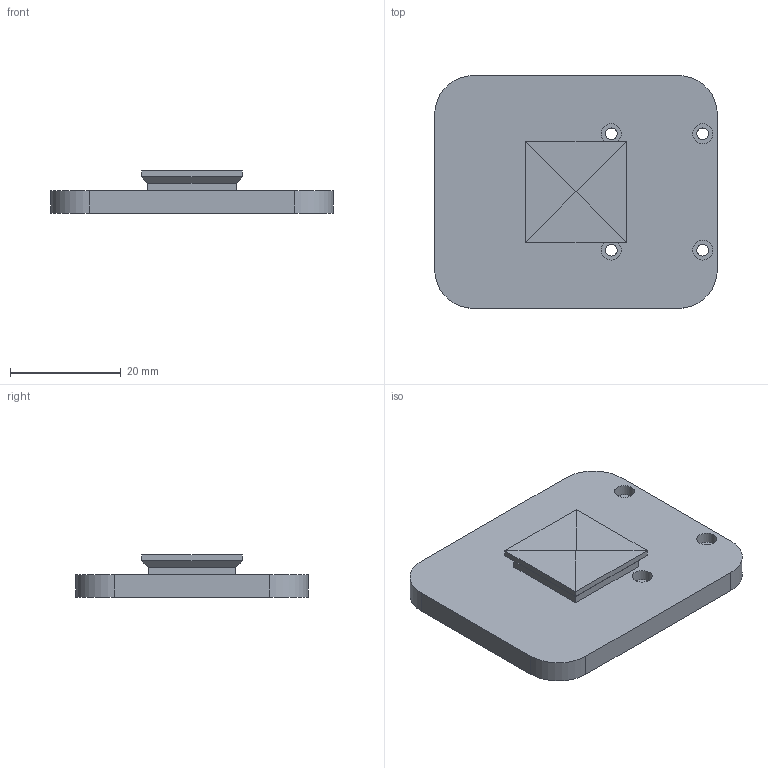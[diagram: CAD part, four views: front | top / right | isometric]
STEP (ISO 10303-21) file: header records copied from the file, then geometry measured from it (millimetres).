
FILE_DESCRIPTION(/* description */ (''),/* implementation_level */ '2;1');
FILE_NAME(/* name */ 'Seeedstudio_Mounting_Plate_SO101 v3.step',/* time_stamp */ '2025-08-26T11:44:11+09:00',/* author */ (''),/* organization */ (''),/* preprocessor_version */ 'ST-DEVELOPER v20.1',/* originating_system */ 'Autodesk Translation Framework v14.10.0.0',/* authorisation */ '');
FILE_SCHEMA (('AUTOMOTIVE_DESIGN { 1 0 10303 214 3 1 1 }'));
Length unit declared in the file: millimetre
Products named in the file (1): Seeedstudio_Mounting_Plate_SO101
Bounding box: 51 x 42 x 7.6 mm (x, y, z)
Volume: 9324.8 mm3; surface area: 5365.7 mm2
Topology: 1 solids, 1 shells, 37 faces, 80 edges, 50 vertices
Faces by surface type: plane 25, cylinder 12
Full cylindrical faces by diameter (mm): 2.1 x4, 3.6 x4
Entity records: 1054 total; most frequent: DIRECTION 180, CARTESIAN_POINT 168, ORIENTED_EDGE 160, EDGE_CURVE 80, AXIS2_PLACEMENT_3D 62, LINE 56, VECTOR 56, EDGE_LOOP 50
